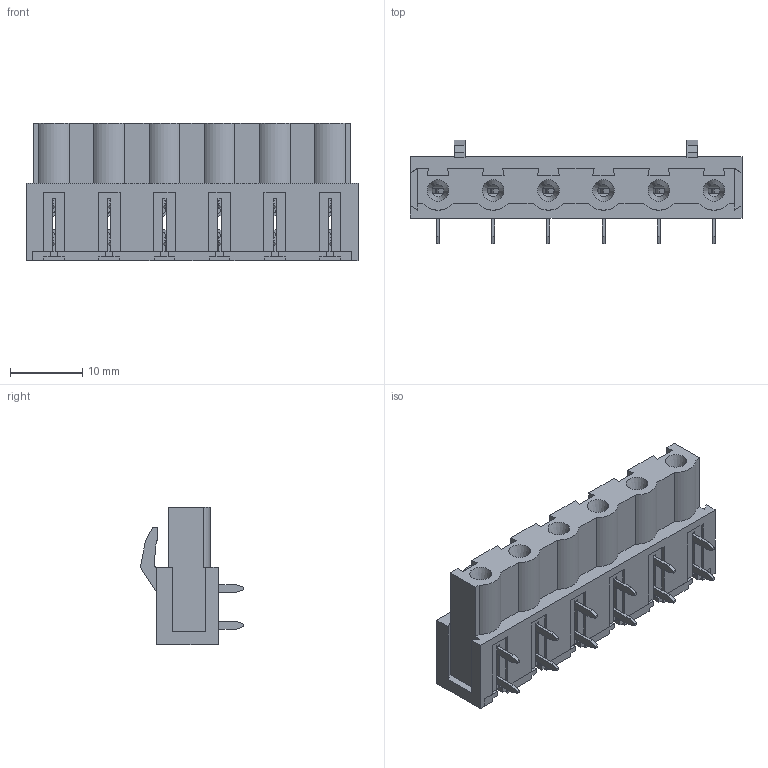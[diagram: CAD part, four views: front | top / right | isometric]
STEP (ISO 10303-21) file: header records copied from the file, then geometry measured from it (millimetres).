
FILE_DESCRIPTION( ( 'Unknown' ), '1' );
FILE_NAME( '691309410006.stp', 'Unknown', ( 'Unknown' ), ( 'Unknown' ), 'PSStep 14.0', 'Unknown', ' ' );
FILE_SCHEMA( ( 'AUTOMOTIVE_DESIGN { 1 0 10303 214 1 1 1 1 }' ) );
Length unit declared in the file: millimetre
Products named in the file (4): Assem1; 6913094100xx_PIN; 691309410006; 691309410006_CAPOT
Assembly tree (8 placements, depth 2):
  Assem1
    6913094100xx_PIN  x6
    691309410006
    691309410006_CAPOT
Bounding box: 45.82 x 14.25 x 19 mm (x, y, z)
Volume: 3434.1 mm3; surface area: 7543.8 mm2
Topology: 8 solids, 8 shells, 898 faces, 2489 edges, 1601 vertices
Faces by surface type: plane 652, cylinder 218, cone 16, sphere 12
Full cylindrical faces by diameter (mm): 0.9 x12
Entity records: 19186 total; most frequent: CARTESIAN_POINT 2837, ORIENTED_EDGE 2664, DIRECTION 2426, EDGE_CURVE 1332, LINE 1152, VECTOR 1152, VERTEX_POINT 884, AXIS2_PLACEMENT_3D 637
